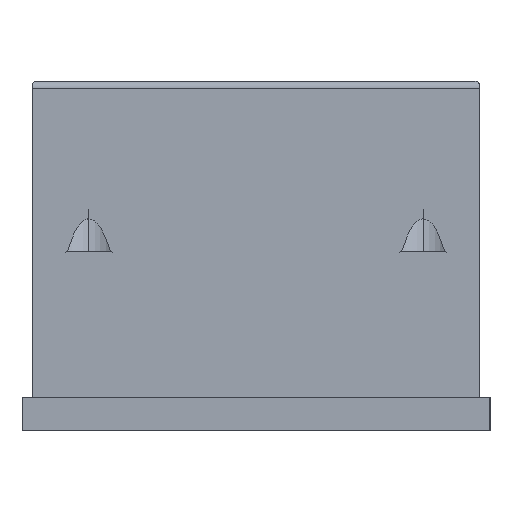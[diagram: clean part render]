
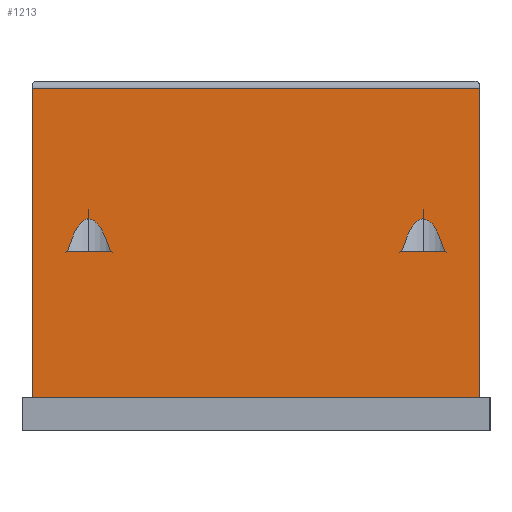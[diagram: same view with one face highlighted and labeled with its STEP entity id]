
A CAD part, left-side view. The second image highlights one B-rep face of the part: STEP entity #1213.
In plain terms, the highlighted planar face has unit normal (-1, 0, 0).
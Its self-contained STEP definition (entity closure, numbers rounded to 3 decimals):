
#7 = DIRECTION ( 'NONE',  ( 0., 0., -1. ) ) ;
#14 = CARTESIAN_POINT ( 'NONE',  ( -14.705, -26.192, 31.657 ) ) ;
#29 = DIRECTION ( 'NONE',  ( 1., 0., 0. ) ) ;
#35 = LINE ( 'NONE', #842, #212 ) ;
#45 = CARTESIAN_POINT ( 'NONE',  ( -14.705, 27.311, 29.953 ) ) ;
#53 = CARTESIAN_POINT ( 'NONE',  ( -14.705, 33.5, 5. ) ) ;
#75 = CARTESIAN_POINT ( 'NONE',  ( -14.705, 21.778, 26.751 ) ) ;
#93 = AXIS2_PLACEMENT_3D ( 'NONE', #401, #29, #266 ) ;
#107 = EDGE_LOOP ( 'NONE', ( #287, #110, #791 ) ) ;
#110 = ORIENTED_EDGE ( 'NONE', *, *, #1291, .T. ) ;
#112 = DIRECTION ( 'NONE',  ( 0., -1., 0. ) ) ;
#141 = VERTEX_POINT ( 'NONE', #75 ) ;
#190 = CARTESIAN_POINT ( 'NONE',  ( -14.705, -28.222, 26.751 ) ) ;
#211 = VECTOR ( 'NONE', #1237, 1000. ) ;
#212 = VECTOR ( 'NONE', #993, 1000. ) ;
#220 = CARTESIAN_POINT ( 'NONE',  ( -14.705, 21.778, 26.751 ) ) ;
#225 = EDGE_LOOP ( 'NONE', ( #1317, #350, #662, #793 ) ) ;
#266 = DIRECTION ( 'NONE',  ( 0., 1., 0. ) ) ;
#283 = CARTESIAN_POINT ( 'NONE',  ( -14.705, -23.808, 31.657 ) ) ;
#285 = LINE ( 'NONE', #972, #1077 ) ;
#287 = ORIENTED_EDGE ( 'NONE', *, *, #687, .F. ) ;
#346 = EDGE_CURVE ( 'NONE', #1375, #1217, #285, .T. ) ;
#350 = ORIENTED_EDGE ( 'NONE', *, *, #1097, .T. ) ;
#372 = DIRECTION ( 'NONE',  ( 0., 0., -1. ) ) ;
#377 = VECTOR ( 'NONE', #112, 1000. ) ;
#400 = CARTESIAN_POINT ( 'NONE',  ( -14.705, 26.192, 31.657 ) ) ;
#401 = CARTESIAN_POINT ( 'NONE',  ( -14.705, 33.5, 153.792 ) ) ;
#432 = EDGE_LOOP ( 'NONE', ( #1194, #511, #551 ) ) ;
#434 = VERTEX_POINT ( 'NONE', #909 ) ;
#446 =( BOUNDED_CURVE ( )  B_SPLINE_CURVE ( 3, ( #1340, #45, #400, #1352 ),
 .UNSPECIFIED., .F., .F. ) 
 B_SPLINE_CURVE_WITH_KNOTS ( ( 4, 4 ),
 ( 5.583, 6.283 ),
 .UNSPECIFIED. ) 
 CURVE ( )  GEOMETRIC_REPRESENTATION_ITEM ( )  RATIONAL_B_SPLINE_CURVE ( ( 1., 0.96, 0.96, 1. ) ) 
 REPRESENTATION_ITEM ( '' )  );
#465 = CARTESIAN_POINT ( 'NONE',  ( -14.705, 33.5, 26.751 ) ) ;
#496 = CARTESIAN_POINT ( 'NONE',  ( -14.705, -21.778, 26.751 ) ) ;
#506 = CARTESIAN_POINT ( 'NONE',  ( -14.705, 33.5, 26.751 ) ) ;
#511 = ORIENTED_EDGE ( 'NONE', *, *, #1051, .T. ) ;
#514 = VERTEX_POINT ( 'NONE', #190 ) ;
#551 = ORIENTED_EDGE ( 'NONE', *, *, #852, .T. ) ;
#583 = LINE ( 'NONE', #1284, #377 ) ;
#633 = VERTEX_POINT ( 'NONE', #1419 ) ;
#653 = CARTESIAN_POINT ( 'NONE',  ( -14.705, 23.808, 31.657 ) ) ;
#662 = ORIENTED_EDGE ( 'NONE', *, *, #346, .T. ) ;
#687 = EDGE_CURVE ( 'NONE', #781, #514, #1276, .T. ) ;
#723 = CARTESIAN_POINT ( 'NONE',  ( -14.705, -28.222, 26.751 ) ) ;
#724 = VECTOR ( 'NONE', #7, 1000. ) ;
#735 = EDGE_CURVE ( 'NONE', #1217, #1025, #583, .T. ) ;
#781 = VERTEX_POINT ( 'NONE', #1019 ) ;
#791 = ORIENTED_EDGE ( 'NONE', *, *, #1514, .T. ) ;
#793 = ORIENTED_EDGE ( 'NONE', *, *, #735, .T. ) ;
#819 = DIRECTION ( 'NONE',  ( 0., -1., 0. ) ) ;
#842 = CARTESIAN_POINT ( 'NONE',  ( -14.705, 33.5, 51.225 ) ) ;
#852 = EDGE_CURVE ( 'NONE', #1319, #141, #1522, .T. ) ;
#855 = CARTESIAN_POINT ( 'NONE',  ( -14.705, -33.5, 51.225 ) ) ;
#868 = FACE_OUTER_BOUND ( 'NONE', #225, .T. ) ;
#909 = CARTESIAN_POINT ( 'NONE',  ( -14.705, -25., 31.657 ) ) ;
#926 = CARTESIAN_POINT ( 'NONE',  ( -14.705, 25., 31.657 ) ) ;
#942 = CARTESIAN_POINT ( 'NONE',  ( -14.705, -33.5, 153.792 ) ) ;
#972 = CARTESIAN_POINT ( 'NONE',  ( -14.705, 33.5, 153.792 ) ) ;
#975 = CARTESIAN_POINT ( 'NONE',  ( -14.705, -22.689, 29.953 ) ) ;
#993 = DIRECTION ( 'NONE',  ( 0., 1., 0. ) ) ;
#1019 = CARTESIAN_POINT ( 'NONE',  ( -14.705, -21.778, 26.751 ) ) ;
#1025 = VERTEX_POINT ( 'NONE', #1170 ) ;
#1030 = EDGE_CURVE ( 'NONE', #1145, #1025, #1052, .T. ) ;
#1031 = EDGE_CURVE ( 'NONE', #633, #141, #1060, .T. ) ;
#1051 = EDGE_CURVE ( 'NONE', #633, #1319, #446, .T. ) ;
#1052 = LINE ( 'NONE', #942, #724 ) ;
#1053 = CARTESIAN_POINT ( 'NONE',  ( -14.705, -27.311, 29.953 ) ) ;
#1060 = LINE ( 'NONE', #465, #1368 ) ;
#1077 = VECTOR ( 'NONE', #372, 1000. ) ;
#1088 =( BOUNDED_CURVE ( )  B_SPLINE_CURVE ( 3, ( #1512, #14, #1053, #723 ),
 .UNSPECIFIED., .F., .F. ) 
 B_SPLINE_CURVE_WITH_KNOTS ( ( 4, 4 ),
 ( 0., 0.7 ),
 .UNSPECIFIED. ) 
 CURVE ( )  GEOMETRIC_REPRESENTATION_ITEM ( )  RATIONAL_B_SPLINE_CURVE ( ( 1., 0.96, 0.96, 1. ) ) 
 REPRESENTATION_ITEM ( '' )  );
#1097 = EDGE_CURVE ( 'NONE', #1145, #1375, #35, .T. ) ;
#1123 = CARTESIAN_POINT ( 'NONE',  ( -14.705, 22.689, 29.953 ) ) ;
#1145 = VERTEX_POINT ( 'NONE', #855 ) ;
#1146 = CARTESIAN_POINT ( 'NONE',  ( -14.705, 33.5, 51.225 ) ) ;
#1170 = CARTESIAN_POINT ( 'NONE',  ( -14.705, -33.5, 5. ) ) ;
#1194 = ORIENTED_EDGE ( 'NONE', *, *, #1031, .F. ) ;
#1207 = PLANE ( 'NONE',  #93 ) ;
#1213 = ADVANCED_FACE ( 'NONE', ( #1333, #1322, #868 ), #1207, .F. ) ;
#1217 = VERTEX_POINT ( 'NONE', #53 ) ;
#1237 = DIRECTION ( 'NONE',  ( 0., -1., 0. ) ) ;
#1276 = LINE ( 'NONE', #506, #211 ) ;
#1284 = CARTESIAN_POINT ( 'NONE',  ( -14.705, 33.5, 5. ) ) ;
#1291 = EDGE_CURVE ( 'NONE', #781, #434, #1462, .T. ) ;
#1317 = ORIENTED_EDGE ( 'NONE', *, *, #1030, .F. ) ;
#1319 = VERTEX_POINT ( 'NONE', #1374 ) ;
#1322 = FACE_BOUND ( 'NONE', #432, .T. ) ;
#1333 = FACE_BOUND ( 'NONE', #107, .T. ) ;
#1340 = CARTESIAN_POINT ( 'NONE',  ( -14.705, 28.222, 26.751 ) ) ;
#1352 = CARTESIAN_POINT ( 'NONE',  ( -14.705, 25., 31.657 ) ) ;
#1368 = VECTOR ( 'NONE', #819, 1000. ) ;
#1374 = CARTESIAN_POINT ( 'NONE',  ( -14.705, 25., 31.657 ) ) ;
#1375 = VERTEX_POINT ( 'NONE', #1146 ) ;
#1419 = CARTESIAN_POINT ( 'NONE',  ( -14.705, 28.222, 26.751 ) ) ;
#1462 =( BOUNDED_CURVE ( )  B_SPLINE_CURVE ( 3, ( #496, #975, #283, #1484 ),
 .UNSPECIFIED., .F., .T. ) 
 B_SPLINE_CURVE_WITH_KNOTS ( ( 4, 4 ),
 ( 5.583, 6.283 ),
 .UNSPECIFIED. ) 
 CURVE ( )  GEOMETRIC_REPRESENTATION_ITEM ( )  RATIONAL_B_SPLINE_CURVE ( ( 1., 0.96, 0.96, 1. ) ) 
 REPRESENTATION_ITEM ( '' )  );
#1484 = CARTESIAN_POINT ( 'NONE',  ( -14.705, -25., 31.657 ) ) ;
#1512 = CARTESIAN_POINT ( 'NONE',  ( -14.705, -25., 31.657 ) ) ;
#1514 = EDGE_CURVE ( 'NONE', #434, #514, #1088, .T. ) ;
#1522 =( BOUNDED_CURVE ( )  B_SPLINE_CURVE ( 3, ( #926, #653, #1123, #220 ),
 .UNSPECIFIED., .F., .T. ) 
 B_SPLINE_CURVE_WITH_KNOTS ( ( 4, 4 ),
 ( 0., 0.7 ),
 .UNSPECIFIED. ) 
 CURVE ( )  GEOMETRIC_REPRESENTATION_ITEM ( )  RATIONAL_B_SPLINE_CURVE ( ( 1., 0.96, 0.96, 1. ) ) 
 REPRESENTATION_ITEM ( '' )  );
